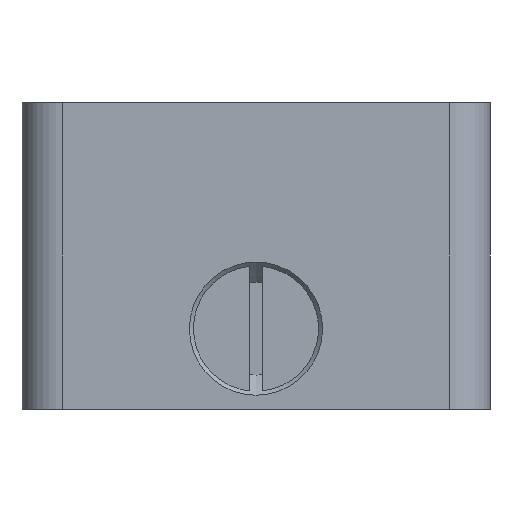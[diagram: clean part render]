
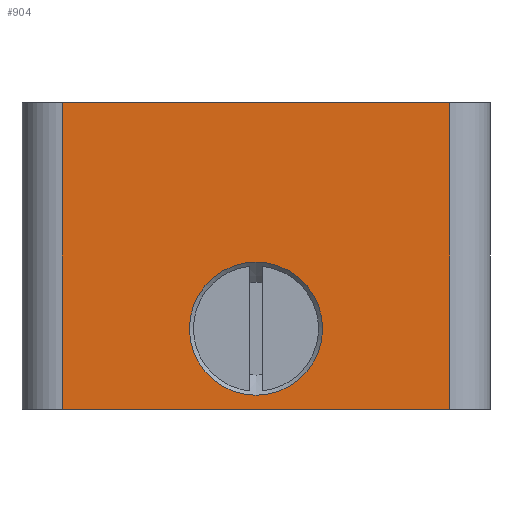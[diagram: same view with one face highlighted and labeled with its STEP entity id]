
A CAD part, front view. The second image highlights one B-rep face of the part: STEP entity #904.
In plain terms, the highlighted planar face has unit normal (0, -1, 0).
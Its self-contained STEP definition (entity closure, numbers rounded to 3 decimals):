
#17=FACE_BOUND('',#144,.T.);
#45=PLANE('',#994);
#91=FACE_OUTER_BOUND('',#143,.T.);
#143=EDGE_LOOP('',(#784,#785,#786,#787));
#144=EDGE_LOOP('',(#788));
#179=CIRCLE('',#990,8.25);
#269=LINE('',#3062,#318);
#277=LINE('',#3098,#326);
#278=LINE('',#3100,#327);
#279=LINE('',#3101,#328);
#318=VECTOR('',#1145,10.);
#326=VECTOR('',#1183,10.);
#327=VECTOR('',#1184,10.);
#328=VECTOR('',#1185,10.);
#405=VERTEX_POINT('',#3059);
#406=VERTEX_POINT('',#3061);
#416=VERTEX_POINT('',#3087);
#419=VERTEX_POINT('',#3097);
#420=VERTEX_POINT('',#3099);
#528=EDGE_CURVE('',#406,#405,#269,.T.);
#541=EDGE_CURVE('',#416,#416,#179,.T.);
#546=EDGE_CURVE('',#405,#419,#277,.T.);
#547=EDGE_CURVE('',#420,#419,#278,.T.);
#548=EDGE_CURVE('',#406,#420,#279,.T.);
#784=ORIENTED_EDGE('',*,*,#528,.T.);
#785=ORIENTED_EDGE('',*,*,#546,.T.);
#786=ORIENTED_EDGE('',*,*,#547,.F.);
#787=ORIENTED_EDGE('',*,*,#548,.F.);
#788=ORIENTED_EDGE('',*,*,#541,.F.);
#904=ADVANCED_FACE('',(#91,#17),#45,.T.);
#990=AXIS2_PLACEMENT_3D('',#3088,#1171,#1172);
#994=AXIS2_PLACEMENT_3D('',#3096,#1181,#1182);
#1145=DIRECTION('',(1.,0.,0.));
#1171=DIRECTION('center_axis',(0.,-1.,0.));
#1172=DIRECTION('ref_axis',(0.,0.,1.));
#1181=DIRECTION('center_axis',(0.,-1.,0.));
#1182=DIRECTION('ref_axis',(1.,0.,0.));
#1183=DIRECTION('',(0.,0.,1.));
#1184=DIRECTION('',(1.,0.,0.));
#1185=DIRECTION('',(0.,0.,1.));
#3059=CARTESIAN_POINT('',(24.,-5.,0.));
#3061=CARTESIAN_POINT('',(-24.,-5.,0.));
#3062=CARTESIAN_POINT('',(-24.,-5.,0.));
#3087=CARTESIAN_POINT('',(0.,-5.,1.75));
#3088=CARTESIAN_POINT('Origin',(0.,-5.,
10.));
#3096=CARTESIAN_POINT('Origin',(-24.,-5.,0.));
#3097=CARTESIAN_POINT('',(24.,-5.,38.));
#3098=CARTESIAN_POINT('',(24.,-5.,0.));
#3099=CARTESIAN_POINT('',(-24.,-5.,38.));
#3100=CARTESIAN_POINT('',(-24.,-5.,38.));
#3101=CARTESIAN_POINT('',(-24.,-5.,0.));
